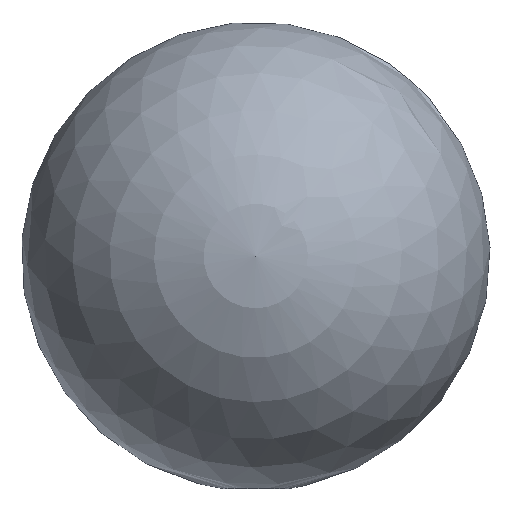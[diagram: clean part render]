
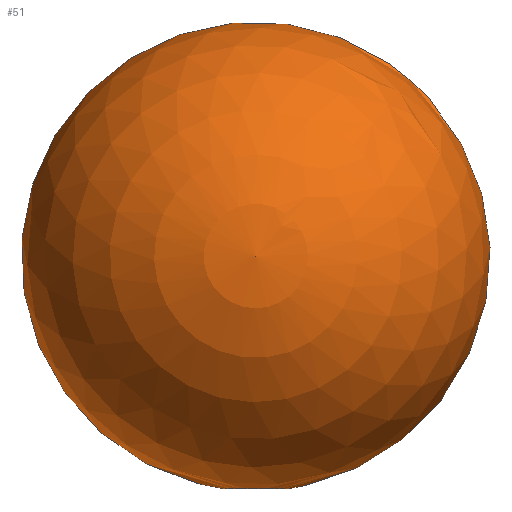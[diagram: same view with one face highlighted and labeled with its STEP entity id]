
A CAD part, top view. The second image highlights one B-rep face of the part: STEP entity #51.
In plain terms, the highlighted spherical face has radius 25 mm.
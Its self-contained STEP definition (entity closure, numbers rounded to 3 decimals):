
#4 = CARTESIAN_POINT ( 'NONE',  ( 0., 0.232, 3.4 ) ) ;
#6 = AXIS2_PLACEMENT_3D ( 'NONE', #43, #126, #86 ) ;
#11 = SPHERICAL_SURFACE ( 'NONE', #19, 25. ) ;
#19 = AXIS2_PLACEMENT_3D ( 'NONE', #64, #23, #66 ) ;
#23 = DIRECTION ( 'NONE',  ( 0., 0., -1. ) ) ;
#43 = CARTESIAN_POINT ( 'NONE',  ( 0., 0.232, 0. ) ) ;
#51 = ADVANCED_FACE ( 'NONE', ( #100 ), #11, .T. ) ;
#59 = EDGE_LOOP ( 'NONE', ( #63 ) ) ;
#63 = ORIENTED_EDGE ( 'NONE', *, *, #125, .F. ) ;
#64 = CARTESIAN_POINT ( 'NONE',  ( 0., 25., 0. ) ) ;
#66 = DIRECTION ( 'NONE',  ( -1., 0., 0. ) ) ;
#67 = CIRCLE ( 'NONE', #6, 3.4 ) ;
#73 = VERTEX_POINT ( 'NONE', #4 ) ;
#86 = DIRECTION ( 'NONE',  ( 0., 0., 1. ) ) ;
#100 = FACE_OUTER_BOUND ( 'NONE', #59, .T. ) ;
#125 = EDGE_CURVE ( 'NONE', #73, #73, #67, .T. ) ;
#126 = DIRECTION ( 'NONE',  ( 0., -1., 0. ) ) ;
